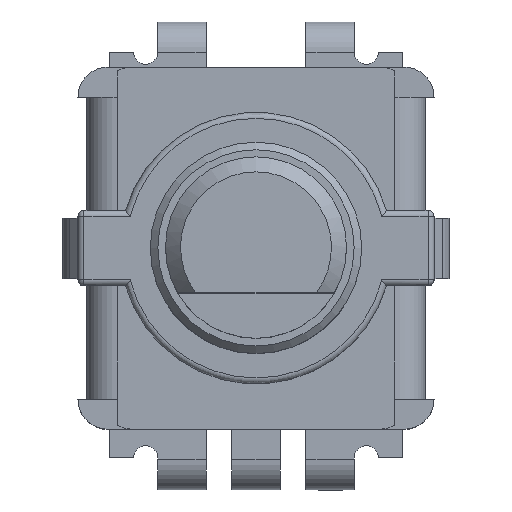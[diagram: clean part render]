
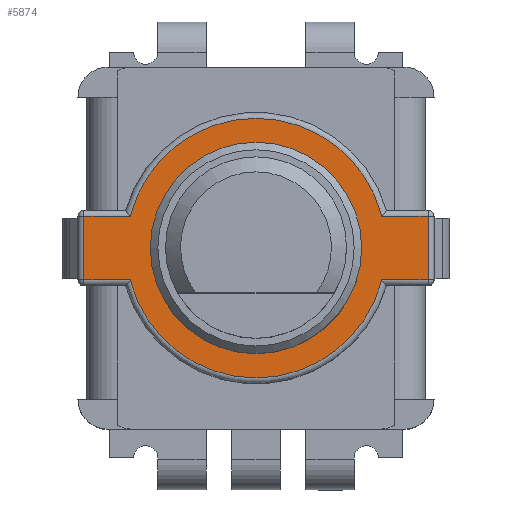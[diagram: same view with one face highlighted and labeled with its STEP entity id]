
A CAD part, top view. The second image highlights one B-rep face of the part: STEP entity #5874.
In plain terms, the highlighted planar face has unit normal (0, 0, 1).
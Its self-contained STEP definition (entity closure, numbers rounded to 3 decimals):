
#74=LINE('',#8567,#764);
#85=LINE('',#8651,#775);
#89=LINE('',#8664,#779);
#92=LINE('',#8670,#782);
#93=LINE('',#8705,#783);
#95=LINE('',#8708,#785);
#764=VECTOR('',#6803,1.53);
#775=VECTOR('',#6868,1.53);
#779=VECTOR('',#6884,2.1);
#782=VECTOR('',#6889,1.53);
#783=VECTOR('',#6898,1.53);
#785=VECTOR('',#6902,2.1);
#1460=PLANE('',#6277);
#1805=FACE_BOUND('',#2213,.T.);
#1850=FACE_OUTER_BOUND('',#2212,.T.);
#2212=EDGE_LOOP('',(#4234,#4235,#4236,#4237,#4238,#4239,#4240,#4241));
#2213=EDGE_LOOP('',(#4242));
#2550=CIRCLE('',#6210,3.5);
#2566=CIRCLE('',#6237,4.3);
#2582=CIRCLE('',#6266,4.3);
#2719=VERTEX_POINT('',#8525);
#2730=VERTEX_POINT('',#8555);
#2733=VERTEX_POINT('',#8566);
#2739=VERTEX_POINT('',#8596);
#2742=VERTEX_POINT('',#8616);
#2750=VERTEX_POINT('',#8642);
#2753=VERTEX_POINT('',#8655);
#2756=VERTEX_POINT('',#8669);
#2758=VERTEX_POINT('',#8688);
#3245=EDGE_CURVE('',#2719,#2719,#2550,.T.);
#3264=EDGE_CURVE('',#2730,#2733,#74,.T.);
#3272=EDGE_CURVE('',#2733,#2739,#2566,.T.);
#3293=EDGE_CURVE('',#2739,#2750,#85,.T.);
#3300=EDGE_CURVE('',#2750,#2753,#89,.T.);
#3303=EDGE_CURVE('',#2753,#2756,#92,.T.);
#3306=EDGE_CURVE('',#2756,#2758,#2582,.T.);
#3308=EDGE_CURVE('',#2758,#2742,#93,.T.);
#3310=EDGE_CURVE('',#2742,#2730,#95,.T.);
#4234=ORIENTED_EDGE('',*,*,#3264,.F.);
#4235=ORIENTED_EDGE('',*,*,#3310,.F.);
#4236=ORIENTED_EDGE('',*,*,#3308,.F.);
#4237=ORIENTED_EDGE('',*,*,#3306,.F.);
#4238=ORIENTED_EDGE('',*,*,#3303,.F.);
#4239=ORIENTED_EDGE('',*,*,#3300,.F.);
#4240=ORIENTED_EDGE('',*,*,#3293,.F.);
#4241=ORIENTED_EDGE('',*,*,#3272,.F.);
#4242=ORIENTED_EDGE('',*,*,#3245,.T.);
#5874=ADVANCED_FACE('',(#1850,#1805),#1460,.T.);
#6210=AXIS2_PLACEMENT_3D('',#8526,#6756,#6757);
#6237=AXIS2_PLACEMENT_3D('',#8597,#6820,#6821);
#6266=AXIS2_PLACEMENT_3D('',#8689,#6894,#6895);
#6277=AXIS2_PLACEMENT_3D('',#8733,#6929,#6930);
#6756=DIRECTION('center_axis',(0.,0.,-1.));
#6757=DIRECTION('ref_axis',(-1.,0.,0.));
#6803=DIRECTION('',(1.,0.,0.));
#6820=DIRECTION('center_axis',(0.,0.,-1.));
#6821=DIRECTION('ref_axis',(0.,1.,0.));
#6868=DIRECTION('',(1.,0.,0.));
#6884=DIRECTION('',(0.,-1.,0.));
#6889=DIRECTION('',(-1.,0.,0.));
#6894=DIRECTION('center_axis',(0.,0.,-1.));
#6895=DIRECTION('ref_axis',(0.,-1.,0.));
#6898=DIRECTION('',(-1.,0.,0.));
#6902=DIRECTION('',(0.,1.,0.));
#6929=DIRECTION('center_axis',(0.,0.,1.));
#6930=DIRECTION('ref_axis',(1.,0.,0.));
#8525=CARTESIAN_POINT('',(3.5,0.,0.5));
#8526=CARTESIAN_POINT('Origin',(0.,0.,0.5));
#8555=CARTESIAN_POINT('',(-5.7,1.05,0.5));
#8566=CARTESIAN_POINT('',(-4.17,1.05,0.5));
#8567=CARTESIAN_POINT('',(-5.3,1.05,0.5));
#8596=CARTESIAN_POINT('',(4.17,1.05,0.5));
#8597=CARTESIAN_POINT('Origin',(0.,0.,0.5));
#8616=CARTESIAN_POINT('',(-5.7,-1.05,0.5));
#8642=CARTESIAN_POINT('',(5.7,1.05,0.5));
#8651=CARTESIAN_POINT('',(0.2,1.05,0.5));
#8655=CARTESIAN_POINT('',(5.7,-1.05,0.5));
#8664=CARTESIAN_POINT('',(5.7,-0.625,0.5));
#8669=CARTESIAN_POINT('',(4.17,-1.05,0.5));
#8670=CARTESIAN_POINT('',(-0.2,-1.05,0.5));
#8688=CARTESIAN_POINT('',(-4.17,-1.05,0.5));
#8689=CARTESIAN_POINT('Origin',(0.,0.,0.5));
#8705=CARTESIAN_POINT('',(-5.7,-1.05,0.5));
#8708=CARTESIAN_POINT('',(-5.7,0.625,0.5));
#8733=CARTESIAN_POINT('Origin',(-5.5,0.,0.5));
